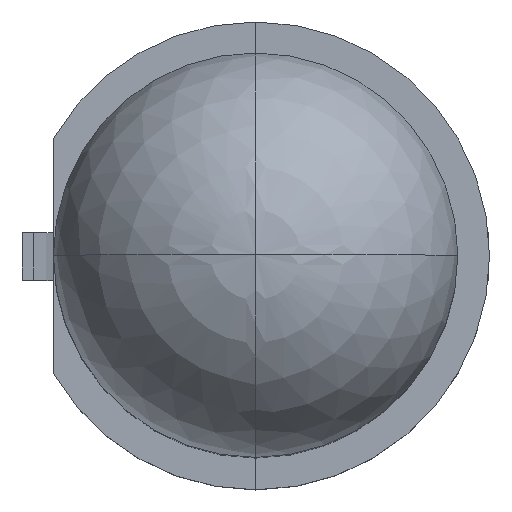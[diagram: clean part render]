
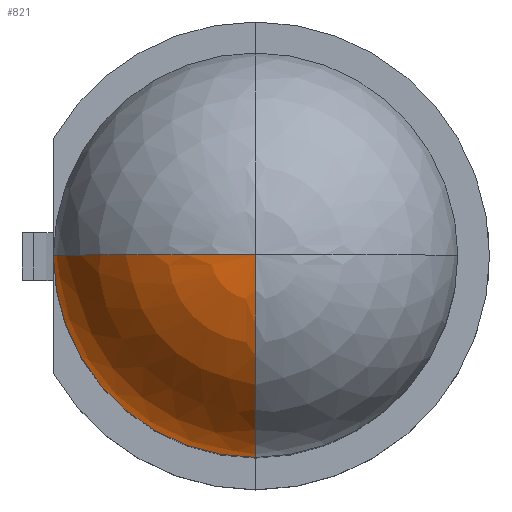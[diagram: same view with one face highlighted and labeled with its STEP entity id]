
A CAD part, top view. The second image highlights one B-rep face of the part: STEP entity #821.
In plain terms, the highlighted spherical face has radius 2.55 mm.
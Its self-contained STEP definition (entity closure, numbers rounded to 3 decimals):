
#767=CARTESIAN_POINT('',(0.,0.,12.4));
#768=VERTEX_POINT('',#767);
#769=CARTESIAN_POINT('',(-2.55,0.,9.85));
#770=VERTEX_POINT('',#769);
#771=CARTESIAN_POINT('',(0.,0.,9.85));
#772=DIRECTION('',(0.0,-1.0,0.0));
#773=DIRECTION('',(0.0,0.0,1.0));
#774=AXIS2_PLACEMENT_3D('',#771,#772,#773);
#775=CIRCLE('',#774,2.55);
#776=EDGE_CURVE('',#768,#770,#775,.T.);
#797=CARTESIAN_POINT('',(0.,0.,9.85));
#798=DIRECTION('',(0.0,0.0,1.0));
#799=DIRECTION('',(1.0,0.0,0.0));
#800=AXIS2_PLACEMENT_3D('',#797,#798,#799);
#801=SPHERICAL_SURFACE('',#800,2.55);
#802=ORIENTED_EDGE('',*,*,#776,.T.);
#803=CARTESIAN_POINT('',(0.,-2.55,9.85));
#804=VERTEX_POINT('',#803);
#805=CARTESIAN_POINT('',(0.,0.,9.85));
#806=DIRECTION('',(0.0,0.0,-1.0));
#807=DIRECTION('',(-1.0,0.0,0.0));
#808=AXIS2_PLACEMENT_3D('',#805,#806,#807);
#809=CIRCLE('',#808,2.55);
#810=EDGE_CURVE('',#804,#770,#809,.T.);
#811=ORIENTED_EDGE('',*,*,#810,.F.);
#812=CARTESIAN_POINT('',(0.,0.,9.85));
#813=DIRECTION('',(-1.0,0.0,0.0));
#814=DIRECTION('',(0.0,0.0,1.0));
#815=AXIS2_PLACEMENT_3D('',#812,#813,#814);
#816=CIRCLE('',#815,2.55);
#817=EDGE_CURVE('',#804,#768,#816,.T.);
#818=ORIENTED_EDGE('',*,*,#817,.T.);
#819=EDGE_LOOP('',(#802,#811,#818));
#820=FACE_OUTER_BOUND('',#819,.T.);
#821=ADVANCED_FACE('',(#820),#801,.T.);
